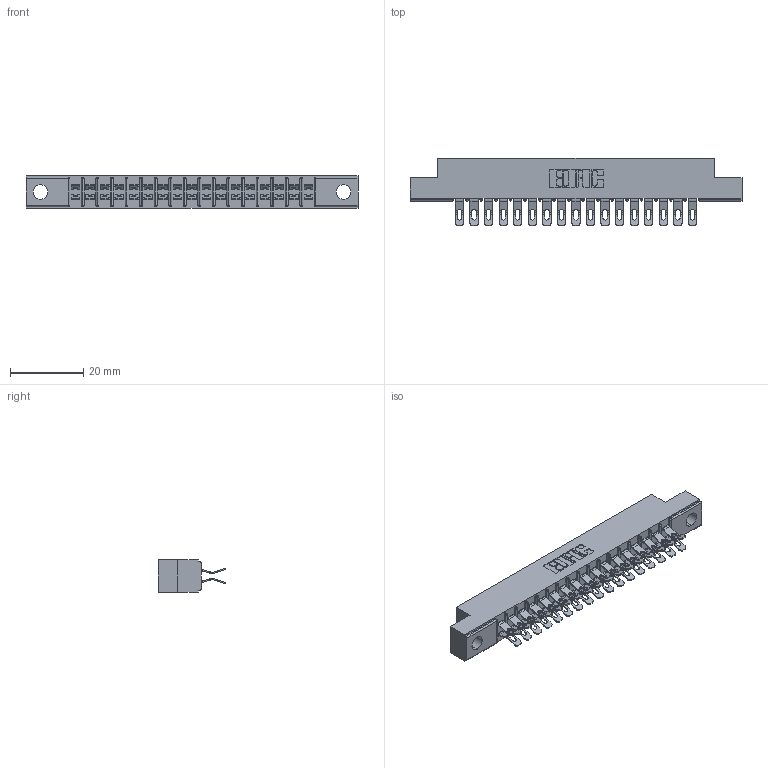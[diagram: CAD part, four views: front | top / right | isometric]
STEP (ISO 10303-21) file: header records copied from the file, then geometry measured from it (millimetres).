
FILE_DESCRIPTION (( 'STEP AP203' ), '1' );
FILE_NAME ('315-034-555-204.STEP', '2019-09-10T15:58:17', ( '' ), ( '' ), 'SwSTEP 2.0', 'SolidWorks 2016', '' );
FILE_SCHEMA (( 'CONFIG_CONTROL_DESIGN' ));
Length unit declared in the file: inch
Products named in the file (3): 305-290-001_555; 315-034-555-204; 305 Part_.156 Dia
Assembly tree (35 placements, depth 2):
  315-034-555-204
    305 Part_.156 Dia
    305-290-001_555  x34
Bounding box: 90.37 x 18.41 x 8.71 mm (x, y, z)
Volume: 5674 mm3; surface area: 10887.6 mm2
Topology: 35 solids, 35 shells, 2374 faces, 7067 edges, 4618 vertices
Faces by surface type: plane 1170, cylinder 1136, sphere 68
Entity records: 22492 total; most frequent: CARTESIAN_POINT 3745, ORIENTED_EDGE 3702, DIRECTION 3629, EDGE_CURVE 1851, LINE 1457, VECTOR 1457, VERTEX_POINT 1186, AXIS2_PLACEMENT_3D 1086
